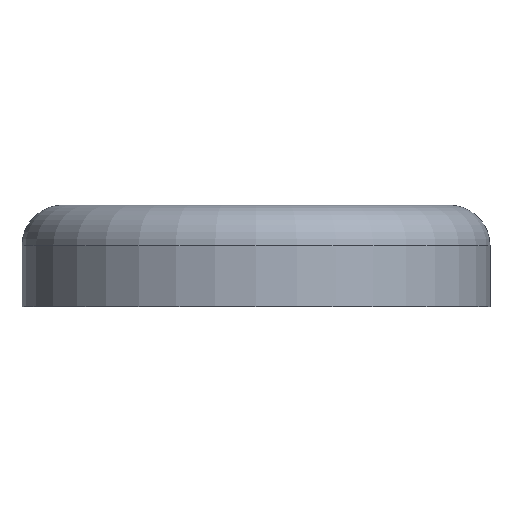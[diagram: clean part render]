
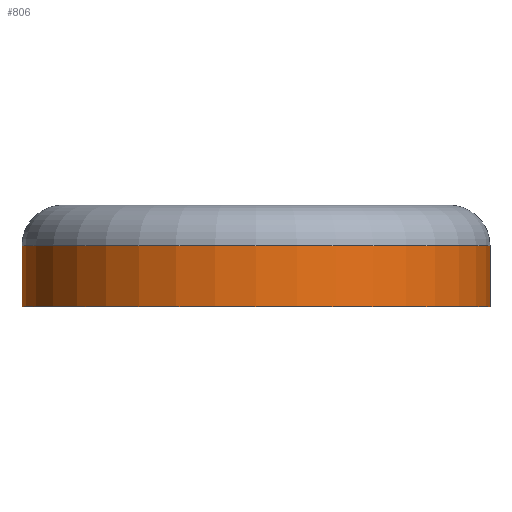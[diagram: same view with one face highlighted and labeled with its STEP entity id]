
A CAD part, front view. The second image highlights one B-rep face of the part: STEP entity #806.
In plain terms, the highlighted cylindrical face has radius 23 mm (diameter 46 mm), a partial arc.
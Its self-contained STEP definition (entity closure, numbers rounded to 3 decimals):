
#12 = EDGE_CURVE ( 'NONE', #774, #791, #97, .T. ) ;
#14 = DIRECTION ( 'NONE',  ( 0., 0., -1. ) ) ;
#17 = LINE ( 'NONE', #151, #704 ) ;
#66 = DIRECTION ( 'NONE',  ( 1., 0., 0. ) ) ;
#97 = LINE ( 'NONE', #248, #754 ) ;
#101 = ORIENTED_EDGE ( 'NONE', *, *, #163, .T. ) ;
#111 = CARTESIAN_POINT ( 'NONE',  ( -23., 0., 0. ) ) ;
#115 = ORIENTED_EDGE ( 'NONE', *, *, #12, .T. ) ;
#118 = EDGE_CURVE ( 'NONE', #783, #791, #891, .T. ) ;
#135 = CIRCLE ( 'NONE', #782, 23. ) ;
#151 = CARTESIAN_POINT ( 'NONE',  ( 23., 0., 10. ) ) ;
#163 = EDGE_CURVE ( 'NONE', #613, #774, #135, .T. ) ;
#189 = DIRECTION ( 'NONE',  ( 0., 0., -1. ) ) ;
#215 = DIRECTION ( 'NONE',  ( 0., 0., -1. ) ) ;
#225 = CARTESIAN_POINT ( 'NONE',  ( 0., 0., 0. ) ) ;
#240 = EDGE_LOOP ( 'NONE', ( #621, #101, #115, #807 ) ) ;
#248 = CARTESIAN_POINT ( 'NONE',  ( -23., 0., 10. ) ) ;
#261 = AXIS2_PLACEMENT_3D ( 'NONE', #225, #442, #651 ) ;
#442 = DIRECTION ( 'NONE',  ( 0., 0., -1. ) ) ;
#464 = CARTESIAN_POINT ( 'NONE',  ( 23., 0., 6. ) ) ;
#471 = AXIS2_PLACEMENT_3D ( 'NONE', #537, #189, #841 ) ;
#477 = FACE_OUTER_BOUND ( 'NONE', #240, .T. ) ;
#506 = CARTESIAN_POINT ( 'NONE',  ( 0., 0., 6. ) ) ;
#537 = CARTESIAN_POINT ( 'NONE',  ( 0., 0., 10. ) ) ;
#543 = DIRECTION ( 'NONE',  ( 0., 0., -1. ) ) ;
#550 = CARTESIAN_POINT ( 'NONE',  ( 23., 0., 0. ) ) ;
#613 = VERTEX_POINT ( 'NONE', #464 ) ;
#621 = ORIENTED_EDGE ( 'NONE', *, *, #631, .F. ) ;
#631 = EDGE_CURVE ( 'NONE', #613, #783, #17, .T. ) ;
#651 = DIRECTION ( 'NONE',  ( -1., 0., 0. ) ) ;
#692 = CYLINDRICAL_SURFACE ( 'NONE', #471, 23. ) ;
#704 = VECTOR ( 'NONE', #14, 1000. ) ;
#754 = VECTOR ( 'NONE', #543, 1000. ) ;
#774 = VERTEX_POINT ( 'NONE', #775 ) ;
#775 = CARTESIAN_POINT ( 'NONE',  ( -23., 0., 6. ) ) ;
#782 = AXIS2_PLACEMENT_3D ( 'NONE', #506, #215, #66 ) ;
#783 = VERTEX_POINT ( 'NONE', #550 ) ;
#791 = VERTEX_POINT ( 'NONE', #111 ) ;
#806 = ADVANCED_FACE ( 'NONE', ( #477 ), #692, .T. ) ;
#807 = ORIENTED_EDGE ( 'NONE', *, *, #118, .F. ) ;
#841 = DIRECTION ( 'NONE',  ( -1., 0., 0. ) ) ;
#891 = CIRCLE ( 'NONE', #261, 23. ) ;
